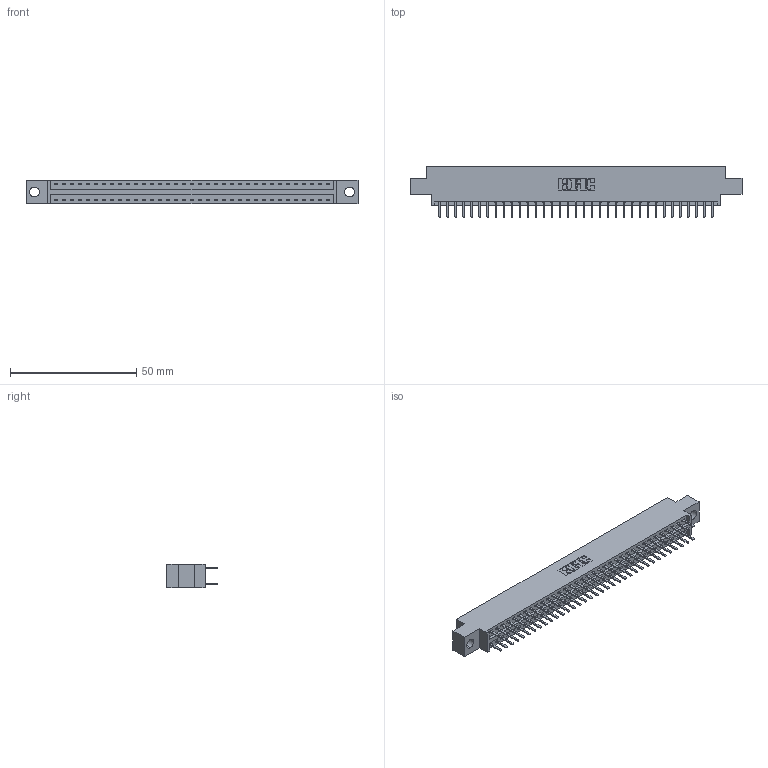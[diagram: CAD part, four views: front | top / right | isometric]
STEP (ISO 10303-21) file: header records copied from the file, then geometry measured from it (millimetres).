
FILE_DESCRIPTION (( 'STEP AP203' ), '1' );
FILE_NAME ('346-070-520-804.STEP', '2022-05-24T20:49:33', ( '' ), ( '' ), 'SwSTEP 2.0', 'SolidWorks 2020', '' );
FILE_SCHEMA (( 'CONFIG_CONTROL_DESIGN' ));
Length unit declared in the file: inch
Products named in the file (3): 346 Part_0.170 Offset - 0.156 Dia-TH; 346-070-520-804; 345-292-001_345-293-120
Assembly tree (71 placements, depth 2):
  346-070-520-804
    346 Part_0.170 Offset - 0.156 Dia-TH
    345-292-001_345-293-120  x70
Bounding box: 131.7 x 20.02 x 9.4 mm (x, y, z)
Volume: 12496.6 mm3; surface area: 17022.8 mm2
Topology: 71 solids, 71 shells, 4060 faces, 11787 edges, 7670 vertices
Faces by surface type: plane 2684, cylinder 1376
Entity records: 24449 total; most frequent: CARTESIAN_POINT 4058, ORIENTED_EDGE 3978, DIRECTION 3613, EDGE_CURVE 1989, LINE 1713, VECTOR 1713, VERTEX_POINT 1322, AXIS2_PLACEMENT_3D 950
